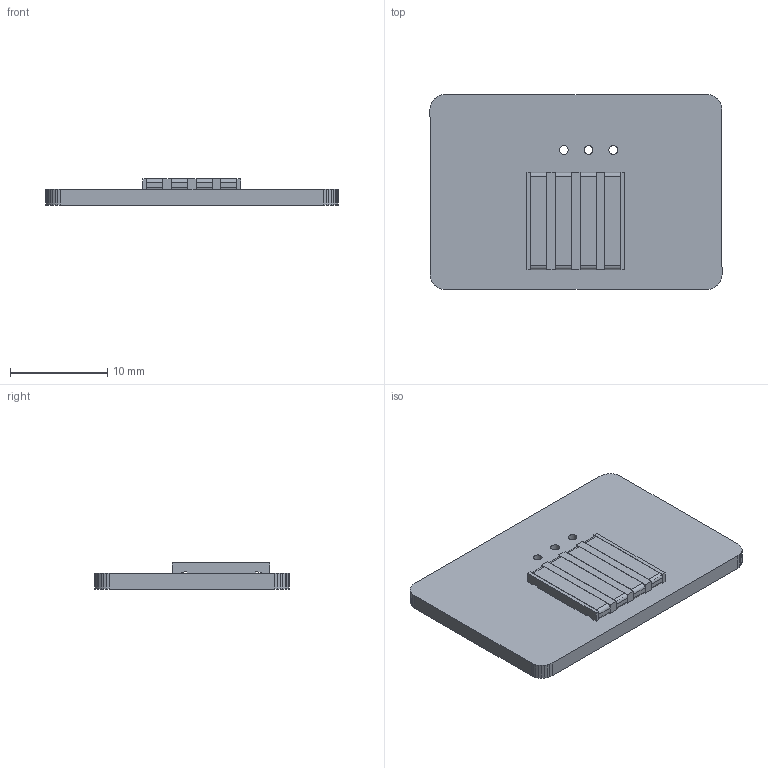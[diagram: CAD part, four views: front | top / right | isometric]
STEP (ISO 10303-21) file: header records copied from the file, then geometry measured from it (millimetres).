
FILE_DESCRIPTION(('Open CASCADE Model'),'2;1');
FILE_NAME('Open CASCADE Shape Model','2019-07-17T16:51:20',('Author'),( 'Open CASCADE'),'Open CASCADE STEP processor 6.5','Open CASCADE 6.5' ,'Unknown');
FILE_SCHEMA(('AUTOMOTIVE_DESIGN { 1 0 10303 214 1 1 1 1 }'));
Length unit declared in the file: millimetre
Products named in the file (4): PCB; Board; P2; Connector_Flat
Assembly tree (3 placements, depth 3):
  PCB
    Board
    P2
      Connector_Flat
Bounding box: 30.03 x 20.03 x 2.68 mm (x, y, z)
Volume: 1050.4 mm3; surface area: 1861.2 mm2
Topology: 6 solids, 6 shells, 182 faces, 497 edges, 330 vertices
Faces by surface type: plane 153, cylinder 25, torus 4
Full cylindrical faces by diameter (mm): 0.9 x3, 1.3 x2
Entity records: 12649 total; most frequent: CARTESIAN_POINT 2759, DIRECTION 1777, LINE 1287, VECTOR 1287, ORIENTED_EDGE 994, PCURVE 994, DEFINITIONAL_REPRESENTATION 994, EDGE_CURVE 497
